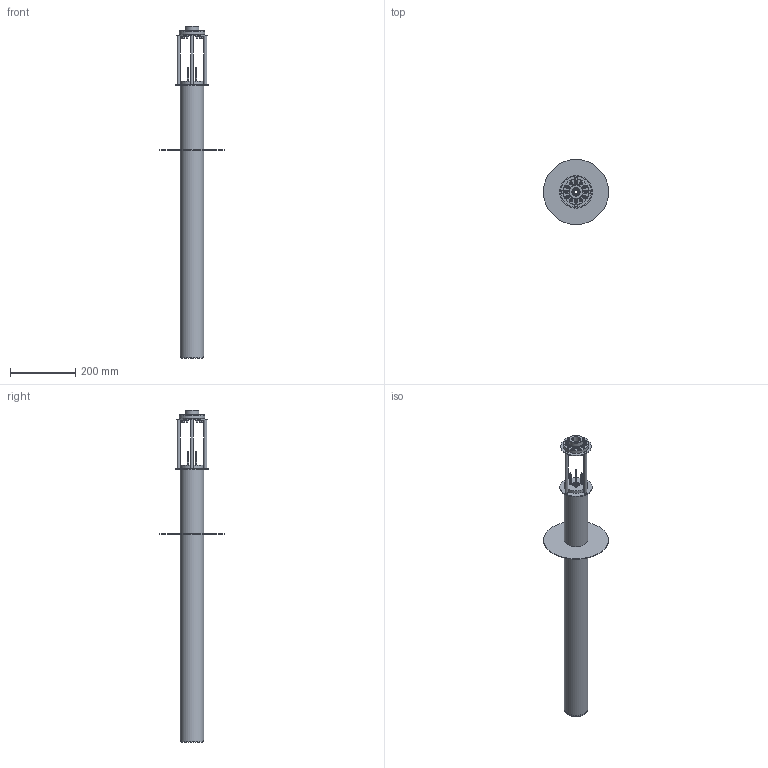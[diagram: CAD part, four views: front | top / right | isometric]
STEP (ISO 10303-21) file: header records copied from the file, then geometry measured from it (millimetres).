
FILE_DESCRIPTION(/* description */ (''),/* implementation_level */ '2;1');
FILE_NAME(/* name */ '1st shell v23.step',/* time_stamp */ '2023-12-15T18:28:44+05:30',/* author */ (''),/* organization */ (''),/* preprocessor_version */ 'ST-DEVELOPER v20',/* originating_system */ 'Autodesk Translation Framework v12.14.0.127',/* authorisation */ '');
FILE_SCHEMA (('AUTOMOTIVE_DESIGN { 1 0 10303 214 3 1 1 }'));
Length unit declared in the file: millimetre
Products named in the file (25): 1st shell; Component1; 1st wiper seal; Component3; 5972K286_Ball Bearing; standoff final; Component3_1; Component4; m5 nut; coupler; c1; nut; nut_1; nut_2; nut_3; nut_4; nut_5; nut_6; nut_7; nut_8; nut_9; nut_10; nut_11; csavarr; gumi anya
Assembly tree (99 placements, depth 4):
  1st shell
    Component1
    1st wiper seal
      Component3
    5972K286_Ball Bearing
    standoff final  x4
    Component3_1  x4
    Component4
    m5 nut  x12
    coupler
      c1
      nut
        csavarr
        gumi anya  x4
      nut_1
        csavarr
        gumi anya  x4
      nut_2
        csavarr
        gumi anya  x4
      nut_3
        csavarr
        gumi anya  x4
      nut_4
        csavarr
        gumi anya  x4
      nut_5
        csavarr
        gumi anya  x4
      nut_6
        csavarr
        gumi anya  x4
      nut_7
        csavarr
        gumi anya  x4
      nut_8
        csavarr
        gumi anya  x4
      nut_9
        csavarr
        gumi anya  x4
      nut_10
        csavarr
        gumi anya  x4
      nut_11
        csavarr
        gumi anya  x4
Bounding box: 200 x 200 x 1020.09 mm (x, y, z)
Volume: 790190.1 mm3; surface area: 516219.7 mm2
Topology: 98 solids, 98 shells, 1078 faces, 2311 edges, 1437 vertices
Faces by surface type: plane 375, cone 371, cylinder 283, bspline 24, torus 15, sphere 10
Full cylindrical faces by diameter (mm): 2.35 x8, 2.529 x4, 3 x57, 5 x84, 9 x4, 10 x61, 14 x5, 18 x4, 22 x2, 25 x1, 43 x1, 66 x1, 69 x1, 69.984 x1, 70 x2, 72 x2, 79 x1, 95 x1, 100 x1, 200 x1
Entity records: 10617 total; most frequent: CARTESIAN_POINT 4595, DIRECTION 1255, ORIENTED_EDGE 958, AXIS2_PLACEMENT_3D 554, EDGE_CURVE 479, VERTEX_POINT 321, EDGE_LOOP 304, FACE_OUTER_BOUND 219
